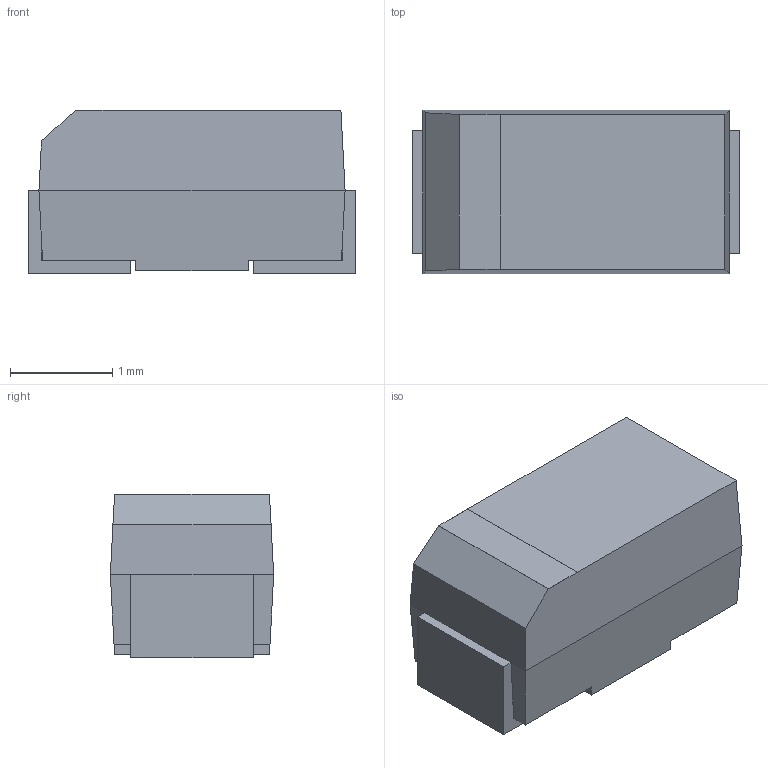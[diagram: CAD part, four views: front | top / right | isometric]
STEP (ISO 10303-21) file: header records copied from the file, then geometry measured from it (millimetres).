
FILE_DESCRIPTION (( 'STEP AP214' ), '1' );
FILE_NAME ('Tantalum_SMD_3216_KEMET_T491.STEP', '2018-10-31T10:44:07', ( '' ), ( '' ), 'SwSTEP 2.0', 'SolidWorks 2016', '' );
FILE_SCHEMA (( 'AUTOMOTIVE_DESIGN' ));
Length unit declared in the file: millimetre
Products named in the file (1): Tantalum_SMD_3216_KEMET_T491
Bounding box: 3.2 x 1.6 x 1.6 mm (x, y, z)
Volume: 7.4 mm3; surface area: 25 mm2
Topology: 1 solids, 1 shells, 36 faces, 98 edges, 60 vertices
Faces by surface type: plane 36
Entity records: 1367 total; most frequent: ORIENTED_EDGE 196, CARTESIAN_POINT 195, DIRECTION 172, LINE 98, EDGE_CURVE 98, VECTOR 98, VERTEX_POINT 60, AXIS2_PLACEMENT_3D 37
